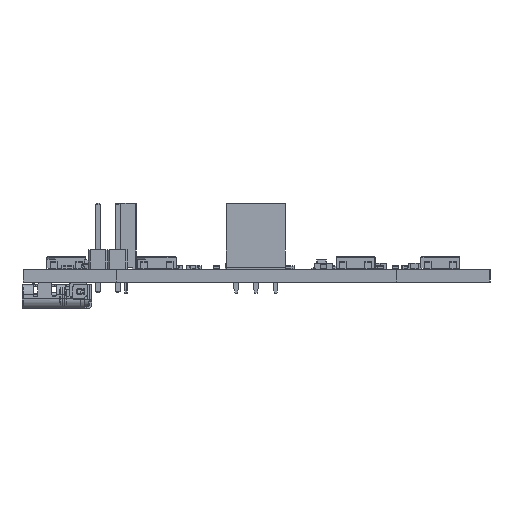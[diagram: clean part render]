
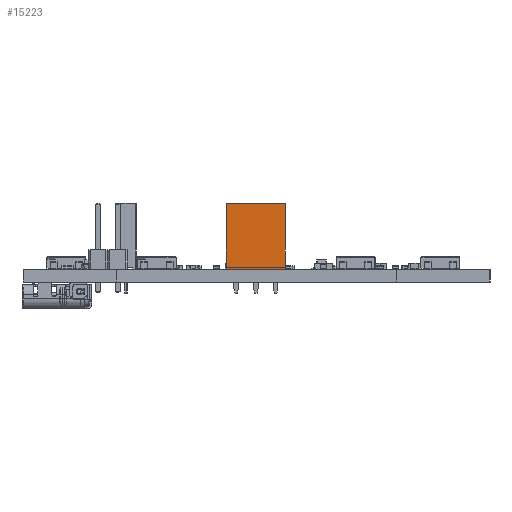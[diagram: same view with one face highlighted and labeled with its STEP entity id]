
A CAD part, left-side view. The second image highlights one B-rep face of the part: STEP entity #15223.
In plain terms, the highlighted planar face has unit normal (-1, 0, 0).
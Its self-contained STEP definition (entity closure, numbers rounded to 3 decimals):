
#14700 = VERTEX_POINT('',#14701);
#14701 = CARTESIAN_POINT('',(-1.27,-6.35,0.));
#14709 = EDGE_CURVE('',#14700,#14710,#14712,.T.);
#14710 = VERTEX_POINT('',#14711);
#14711 = CARTESIAN_POINT('',(-1.27,-6.35,8.5));
#14712 = LINE('',#14713,#14714);
#14713 = CARTESIAN_POINT('',(-1.27,-6.35,0.));
#14714 = VECTOR('',#14715,1.);
#14715 = DIRECTION('',(0.,0.,1.));
#14772 = VERTEX_POINT('',#14773);
#14773 = CARTESIAN_POINT('',(-1.27,1.27,8.5));
#14779 = EDGE_CURVE('',#14780,#14772,#14782,.T.);
#14780 = VERTEX_POINT('',#14781);
#14781 = CARTESIAN_POINT('',(-1.27,1.27,0.));
#14782 = LINE('',#14783,#14784);
#14783 = CARTESIAN_POINT('',(-1.27,1.27,0.));
#14784 = VECTOR('',#14785,1.);
#14785 = DIRECTION('',(0.,0.,1.));
#14844 = EDGE_CURVE('',#14772,#14710,#14845,.T.);
#14845 = LINE('',#14846,#14847);
#14846 = CARTESIAN_POINT('',(-1.27,1.27,8.5));
#14847 = VECTOR('',#14848,1.);
#14848 = DIRECTION('',(0.,-1.,0.));
#14969 = EDGE_CURVE('',#14780,#14700,#14970,.T.);
#14970 = LINE('',#14971,#14972);
#14971 = CARTESIAN_POINT('',(-1.27,1.27,0.));
#14972 = VECTOR('',#14973,1.);
#14973 = DIRECTION('',(0.,-1.,0.));
#15223 = ADVANCED_FACE('',(#15224),#15230,.F.);
#15224 = FACE_BOUND('',#15225,.F.);
#15225 = EDGE_LOOP('',(#15226,#15227,#15228,#15229));
#15226 = ORIENTED_EDGE('',*,*,#14779,.T.);
#15227 = ORIENTED_EDGE('',*,*,#14844,.T.);
#15228 = ORIENTED_EDGE('',*,*,#14709,.F.);
#15229 = ORIENTED_EDGE('',*,*,#14969,.F.);
#15230 = PLANE('',#15231);
#15231 = AXIS2_PLACEMENT_3D('',#15232,#15233,#15234);
#15232 = CARTESIAN_POINT('',(-1.27,1.27,0.));
#15233 = DIRECTION('',(1.,0.,0.));
#15234 = DIRECTION('',(0.,-1.,0.));
